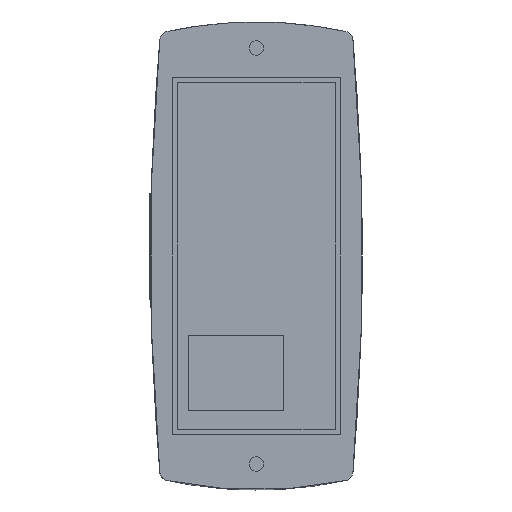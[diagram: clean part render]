
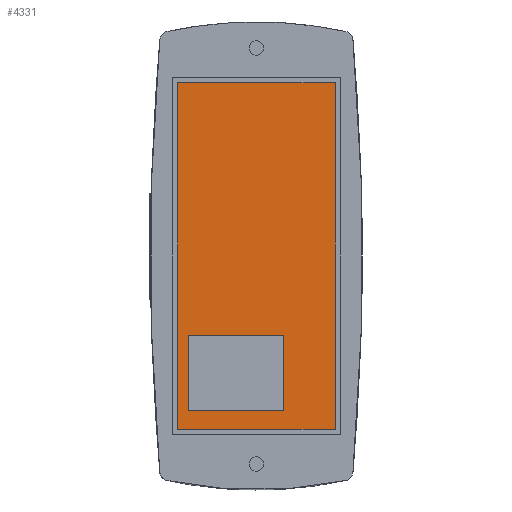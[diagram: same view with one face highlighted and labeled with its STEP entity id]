
A CAD part, left-side view. The second image highlights one B-rep face of the part: STEP entity #4331.
In plain terms, the highlighted planar face has unit normal (-1, 0, 0).
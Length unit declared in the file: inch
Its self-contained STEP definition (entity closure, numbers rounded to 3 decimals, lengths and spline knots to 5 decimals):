
#99 = ORIENTED_EDGE ( 'NONE', *, *, #809, .T. ) ;
#667 = EDGE_CURVE ( 'NONE', #17411, #14979, #5286, .T. ) ;
#809 = EDGE_CURVE ( 'NONE', #23008, #16726, #5124, .T. ) ;
#1273 = VERTEX_POINT ( 'NONE', #7313 ) ;
#1686 = VECTOR ( 'NONE', #19810, 39.37008 ) ;
#2814 = EDGE_LOOP ( 'NONE', ( #14463, #22282, #15914, #23159 ) ) ;
#2967 = ORIENTED_EDGE ( 'NONE', *, *, #16426, .T. ) ;
#2974 = CARTESIAN_POINT ( 'NONE',  ( -0.32, 2.23907, 0.93406 ) ) ;
#3079 = DIRECTION ( 'NONE',  ( 0., 0., -1. ) ) ;
#3227 = EDGE_CURVE ( 'NONE', #1273, #17411, #5114, .T. ) ;
#3372 = VECTOR ( 'NONE', #24248, 39.37008 ) ;
#3530 = AXIS2_PLACEMENT_3D ( 'NONE', #13764, #15769, #13641 ) ;
#3537 = VECTOR ( 'NONE', #17090, 39.37008 ) ;
#3997 = EDGE_CURVE ( 'NONE', #14979, #13116, #10895, .T. ) ;
#4315 = VECTOR ( 'NONE', #12309, 39.37008 ) ;
#4331 = ADVANCED_FACE ( 'NONE', ( #23409, #8500 ), #9695, .T. ) ;
#5110 = EDGE_CURVE ( 'NONE', #13116, #1273, #23863, .T. ) ;
#5114 = LINE ( 'NONE', #14291, #1686 ) ;
#5124 = LINE ( 'NONE', #12588, #14671 ) ;
#5286 = LINE ( 'NONE', #12874, #3537 ) ;
#7313 = CARTESIAN_POINT ( 'NONE',  ( -0.32, 0.93907, 0.93406 ) ) ;
#7377 = EDGE_CURVE ( 'NONE', #14038, #23008, #10920, .T. ) ;
#7506 = CARTESIAN_POINT ( 'NONE',  ( -0.32, 0.23593, 0.68406 ) ) ;
#8500 = FACE_BOUND ( 'NONE', #2814, .T. ) ;
#8628 = DIRECTION ( 'NONE',  ( 0., -1., 0. ) ) ;
#9349 = VECTOR ( 'NONE', #19874, 39.37008 ) ;
#9695 = PLANE ( 'NONE',  #3530 ) ;
#10895 = LINE ( 'NONE', #18498, #11885 ) ;
#10920 = LINE ( 'NONE', #12786, #22779 ) ;
#11166 = CARTESIAN_POINT ( 'NONE',  ( -0.32, 0.23593, 5.41594 ) ) ;
#11802 = CARTESIAN_POINT ( 'NONE',  ( -0.32, 0.93907, 1.96406 ) ) ;
#11885 = VECTOR ( 'NONE', #24446, 39.37008 ) ;
#12309 = DIRECTION ( 'NONE',  ( 0., -1., 0. ) ) ;
#12588 = CARTESIAN_POINT ( 'NONE',  ( -0.32, 2.38907, 0.68406 ) ) ;
#12786 = CARTESIAN_POINT ( 'NONE',  ( -0.32, 2.38907, 5.41594 ) ) ;
#12874 = CARTESIAN_POINT ( 'NONE',  ( -0.32, 2.23907, 1.96406 ) ) ;
#13116 = VERTEX_POINT ( 'NONE', #2974 ) ;
#13641 = DIRECTION ( 'NONE',  ( 0., 0., 1. ) ) ;
#13711 = CARTESIAN_POINT ( 'NONE',  ( -0.32, 2.23907, 1.96406 ) ) ;
#13764 = CARTESIAN_POINT ( 'NONE',  ( -0.32, -0.1375, -0.15 ) ) ;
#13983 = LINE ( 'NONE', #23833, #9349 ) ;
#14038 = VERTEX_POINT ( 'NONE', #15355 ) ;
#14291 = CARTESIAN_POINT ( 'NONE',  ( -0.32, 0.93907, 0.93406 ) ) ;
#14463 = ORIENTED_EDGE ( 'NONE', *, *, #3227, .F. ) ;
#14657 = CARTESIAN_POINT ( 'NONE',  ( -0.32, 0.23593, 0.68406 ) ) ;
#14671 = VECTOR ( 'NONE', #8628, 39.37008 ) ;
#14979 = VERTEX_POINT ( 'NONE', #13711 ) ;
#15355 = CARTESIAN_POINT ( 'NONE',  ( -0.32, 2.38907, 5.41594 ) ) ;
#15769 = DIRECTION ( 'NONE',  ( -1., 0., 0. ) ) ;
#15914 = ORIENTED_EDGE ( 'NONE', *, *, #3997, .F. ) ;
#16028 = EDGE_LOOP ( 'NONE', ( #2967, #23016, #23540, #99 ) ) ;
#16426 = EDGE_CURVE ( 'NONE', #16726, #23012, #24134, .T. ) ;
#16582 = EDGE_CURVE ( 'NONE', #23012, #14038, #13983, .T. ) ;
#16726 = VERTEX_POINT ( 'NONE', #7506 ) ;
#17090 = DIRECTION ( 'NONE',  ( 0., 1., 0. ) ) ;
#17259 = CARTESIAN_POINT ( 'NONE',  ( -0.32, 2.38907, 0.68406 ) ) ;
#17411 = VERTEX_POINT ( 'NONE', #11802 ) ;
#18498 = CARTESIAN_POINT ( 'NONE',  ( -0.32, 2.23907, 0.93406 ) ) ;
#19810 = DIRECTION ( 'NONE',  ( 0., 0., 1. ) ) ;
#19874 = DIRECTION ( 'NONE',  ( 0., 1., 0. ) ) ;
#22246 = CARTESIAN_POINT ( 'NONE',  ( -0.32, 2.23907, 0.93406 ) ) ;
#22282 = ORIENTED_EDGE ( 'NONE', *, *, #5110, .F. ) ;
#22779 = VECTOR ( 'NONE', #3079, 39.37008 ) ;
#23008 = VERTEX_POINT ( 'NONE', #17259 ) ;
#23012 = VERTEX_POINT ( 'NONE', #11166 ) ;
#23016 = ORIENTED_EDGE ( 'NONE', *, *, #16582, .T. ) ;
#23159 = ORIENTED_EDGE ( 'NONE', *, *, #667, .F. ) ;
#23409 = FACE_OUTER_BOUND ( 'NONE', #16028, .T. ) ;
#23540 = ORIENTED_EDGE ( 'NONE', *, *, #7377, .T. ) ;
#23833 = CARTESIAN_POINT ( 'NONE',  ( -0.32, 0.23593, 5.41594 ) ) ;
#23863 = LINE ( 'NONE', #22246, #4315 ) ;
#24134 = LINE ( 'NONE', #14657, #3372 ) ;
#24248 = DIRECTION ( 'NONE',  ( 0., 0., 1. ) ) ;
#24446 = DIRECTION ( 'NONE',  ( 0., 0., -1. ) ) ;
